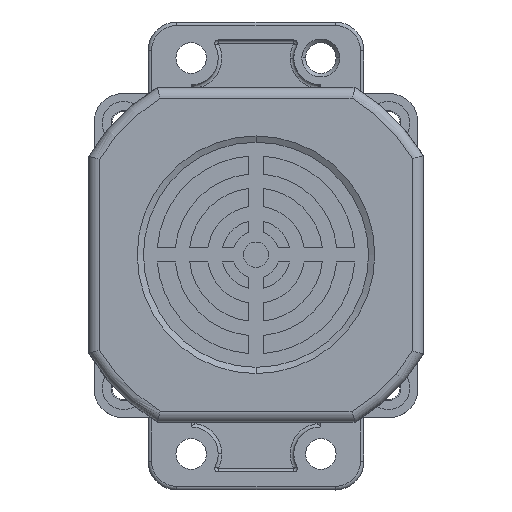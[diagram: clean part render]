
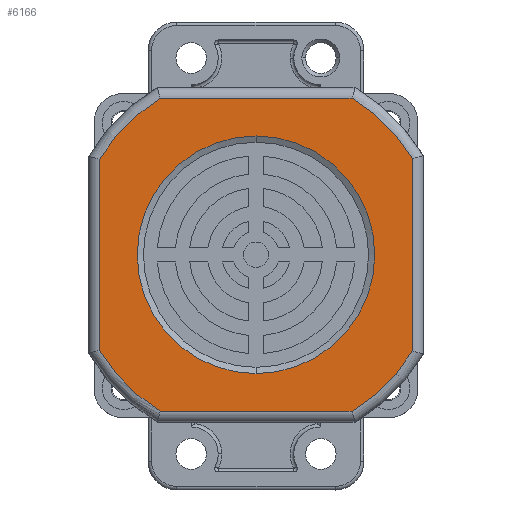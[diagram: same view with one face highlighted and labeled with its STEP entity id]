
A CAD part, top view. The second image highlights one B-rep face of the part: STEP entity #6166.
In plain terms, the highlighted face is planar.
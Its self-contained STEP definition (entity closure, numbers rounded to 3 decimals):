
#622 = EDGE_CURVE ( 'NONE', #13832, #10632, #5395, .T. ) ;
#1373 = LINE ( 'NONE', #12986, #1856 ) ;
#1414 = DIRECTION ( 'NONE',  ( 0., -1., 0. ) ) ;
#1856 = VECTOR ( 'NONE', #17644, 1000. ) ;
#1918 = VERTEX_POINT ( 'NONE', #13870 ) ;
#1965 = DIRECTION ( 'NONE',  ( -1., 0., 0. ) ) ;
#2705 = LINE ( 'NONE', #7197, #18893 ) ;
#2745 = DIRECTION ( 'NONE',  ( 0., 0., 1. ) ) ;
#2762 = ORIENTED_EDGE ( 'NONE', *, *, #18436, .T. ) ;
#3061 = AXIS2_PLACEMENT_3D ( 'NONE', #19920, #12137, #2745 ) ;
#3120 = VERTEX_POINT ( 'NONE', #7908 ) ;
#3229 = EDGE_CURVE ( 'NONE', #10632, #3120, #9291, .T. ) ;
#3462 = AXIS2_PLACEMENT_3D ( 'NONE', #14567, #5132, #16158 ) ;
#3943 = CARTESIAN_POINT ( 'NONE',  ( 0.05, 0., 0. ) ) ;
#3985 = ORIENTED_EDGE ( 'NONE', *, *, #6932, .T. ) ;
#4004 = EDGE_LOOP ( 'NONE', ( #14312, #2762, #19906, #16763, #9402, #14063, #18716, #3985 ) ) ;
#5082 = VECTOR ( 'NONE', #1965, 1000. ) ;
#5132 = DIRECTION ( 'NONE',  ( 0., -1., 0. ) ) ;
#5274 = CARTESIAN_POINT ( 'NONE',  ( 0.05, 0., 0. ) ) ;
#5395 = CIRCLE ( 'NONE', #16716, 51. ) ;
#5521 = DIRECTION ( 'NONE',  ( 0., 0., 1. ) ) ;
#5909 = VERTEX_POINT ( 'NONE', #8241 ) ;
#5947 = EDGE_CURVE ( 'NONE', #15023, #11533, #7206, .T. ) ;
#5954 = ORIENTED_EDGE ( 'NONE', *, *, #17696, .F. ) ;
#6166 = ADVANCED_FACE ( 'NONE', ( #19520, #14898 ), #8980, .F. ) ;
#6705 = CARTESIAN_POINT ( 'NONE',  ( 0., 0., -33. ) ) ;
#6872 = DIRECTION ( 'NONE',  ( 0., 0., 1. ) ) ;
#6932 = EDGE_CURVE ( 'NONE', #3120, #11043, #12399, .T. ) ;
#7141 = AXIS2_PLACEMENT_3D ( 'NONE', #5274, #16286, #6872 ) ;
#7197 = CARTESIAN_POINT ( 'NONE',  ( 43.5, 0., 0. ) ) ;
#7206 = LINE ( 'NONE', #13055, #15074 ) ;
#7547 = EDGE_CURVE ( 'NONE', #11533, #5909, #10913, .T. ) ;
#7908 = CARTESIAN_POINT ( 'NONE',  ( -26.572, 0., 43.5 ) ) ;
#7999 = DIRECTION ( 'NONE',  ( 0., 0., 1. ) ) ;
#8049 = DIRECTION ( 'NONE',  ( 0., -1., 0. ) ) ;
#8067 = CARTESIAN_POINT ( 'NONE',  ( 0.05, 0., 0. ) ) ;
#8241 = CARTESIAN_POINT ( 'NONE',  ( 43.5, 0., -26.705 ) ) ;
#8980 = PLANE ( 'NONE',  #3061 ) ;
#9160 = CARTESIAN_POINT ( 'NONE',  ( 0.05, 0., 0. ) ) ;
#9272 = VERTEX_POINT ( 'NONE', #6705 ) ;
#9291 = LINE ( 'NONE', #17590, #5082 ) ;
#9402 = ORIENTED_EDGE ( 'NONE', *, *, #10481, .T. ) ;
#9543 = CIRCLE ( 'NONE', #18077, 51. ) ;
#10302 = CARTESIAN_POINT ( 'NONE',  ( 43.5, 0., 26.705 ) ) ;
#10481 = EDGE_CURVE ( 'NONE', #5909, #13832, #2705, .T. ) ;
#10632 = VERTEX_POINT ( 'NONE', #20188 ) ;
#10742 = DIRECTION ( 'NONE',  ( 0., 0., 1. ) ) ;
#10783 = CARTESIAN_POINT ( 'NONE',  ( 0., 0., 0. ) ) ;
#10913 = CIRCLE ( 'NONE', #13733, 51. ) ;
#11043 = VERTEX_POINT ( 'NONE', #12189 ) ;
#11401 = DIRECTION ( 'NONE',  ( 1., 0., 0. ) ) ;
#11533 = VERTEX_POINT ( 'NONE', #11961 ) ;
#11690 = EDGE_CURVE ( 'NONE', #9272, #13352, #12009, .T. ) ;
#11961 = CARTESIAN_POINT ( 'NONE',  ( 26.673, 0., -43.5 ) ) ;
#11963 = CARTESIAN_POINT ( 'NONE',  ( 0., 0., 33. ) ) ;
#12009 = CIRCLE ( 'NONE', #18267, 33. ) ;
#12137 = DIRECTION ( 'NONE',  ( 0., 1., 0. ) ) ;
#12189 = CARTESIAN_POINT ( 'NONE',  ( -43.5, 0., 26.54 ) ) ;
#12354 = DIRECTION ( 'NONE',  ( 0., 0., -1. ) ) ;
#12399 = CIRCLE ( 'NONE', #7141, 51. ) ;
#12842 = ORIENTED_EDGE ( 'NONE', *, *, #11690, .F. ) ;
#12986 = CARTESIAN_POINT ( 'NONE',  ( -43.5, 0., 0. ) ) ;
#13000 = CIRCLE ( 'NONE', #3462, 33. ) ;
#13048 = CARTESIAN_POINT ( 'NONE',  ( -26.572, 0., -43.5 ) ) ;
#13055 = CARTESIAN_POINT ( 'NONE',  ( 0.05, 0., -43.5 ) ) ;
#13326 = DIRECTION ( 'NONE',  ( 0., 0., 1. ) ) ;
#13352 = VERTEX_POINT ( 'NONE', #11963 ) ;
#13692 = EDGE_CURVE ( 'NONE', #11043, #1918, #1373, .T. ) ;
#13733 = AXIS2_PLACEMENT_3D ( 'NONE', #3943, #14951, #5521 ) ;
#13832 = VERTEX_POINT ( 'NONE', #10302 ) ;
#13870 = CARTESIAN_POINT ( 'NONE',  ( -43.5, 0., -26.54 ) ) ;
#14063 = ORIENTED_EDGE ( 'NONE', *, *, #622, .T. ) ;
#14312 = ORIENTED_EDGE ( 'NONE', *, *, #13692, .T. ) ;
#14567 = CARTESIAN_POINT ( 'NONE',  ( 0., 0., 0. ) ) ;
#14898 = FACE_BOUND ( 'NONE', #19945, .T. ) ;
#14951 = DIRECTION ( 'NONE',  ( 0., -1., 0. ) ) ;
#15023 = VERTEX_POINT ( 'NONE', #13048 ) ;
#15074 = VECTOR ( 'NONE', #11401, 1000. ) ;
#16158 = DIRECTION ( 'NONE',  ( 0., 0., -1. ) ) ;
#16286 = DIRECTION ( 'NONE',  ( 0., -1., 0. ) ) ;
#16716 = AXIS2_PLACEMENT_3D ( 'NONE', #8067, #8049, #7999 ) ;
#16763 = ORIENTED_EDGE ( 'NONE', *, *, #7547, .T. ) ;
#17590 = CARTESIAN_POINT ( 'NONE',  ( 0.05, 0., 43.5 ) ) ;
#17644 = DIRECTION ( 'NONE',  ( 0., 0., -1. ) ) ;
#17696 = EDGE_CURVE ( 'NONE', #13352, #9272, #13000, .T. ) ;
#18077 = AXIS2_PLACEMENT_3D ( 'NONE', #9160, #20099, #10742 ) ;
#18267 = AXIS2_PLACEMENT_3D ( 'NONE', #10783, #1414, #12354 ) ;
#18436 = EDGE_CURVE ( 'NONE', #1918, #15023, #9543, .T. ) ;
#18716 = ORIENTED_EDGE ( 'NONE', *, *, #3229, .T. ) ;
#18893 = VECTOR ( 'NONE', #13326, 1000. ) ;
#19520 = FACE_OUTER_BOUND ( 'NONE', #4004, .T. ) ;
#19906 = ORIENTED_EDGE ( 'NONE', *, *, #5947, .T. ) ;
#19920 = CARTESIAN_POINT ( 'NONE',  ( 0.05, 0., 0. ) ) ;
#19945 = EDGE_LOOP ( 'NONE', ( #12842, #5954 ) ) ;
#20099 = DIRECTION ( 'NONE',  ( 0., -1., 0. ) ) ;
#20188 = CARTESIAN_POINT ( 'NONE',  ( 26.673, 0., 43.5 ) ) ;
